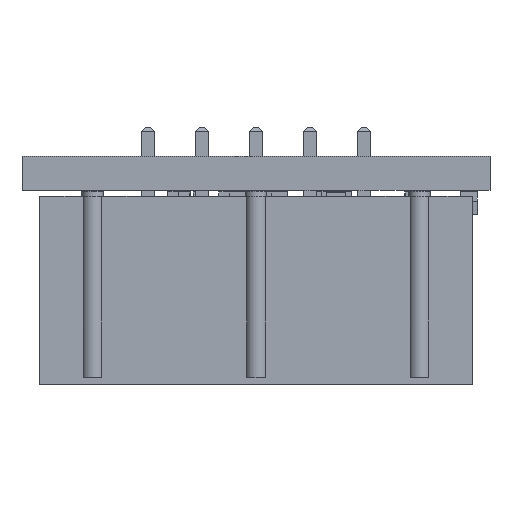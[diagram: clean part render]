
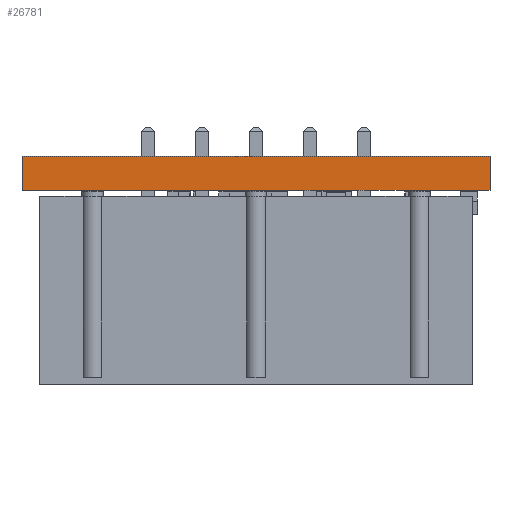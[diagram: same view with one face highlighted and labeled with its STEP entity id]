
A CAD part, front view. The second image highlights one B-rep face of the part: STEP entity #26781.
In plain terms, the highlighted planar face has unit normal (0, -1, 0).
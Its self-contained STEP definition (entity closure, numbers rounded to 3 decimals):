
#26665 = EDGE_CURVE('',#26666,#26668,#26670,.T.);
#26666 = VERTEX_POINT('',#26667);
#26667 = CARTESIAN_POINT('',(0.,-0.,0.));
#26668 = VERTEX_POINT('',#26669);
#26669 = CARTESIAN_POINT('',(0.,0.,1.6));
#26670 = SURFACE_CURVE('',#26671,(#26675,#26687),.PCURVE_S1.);
#26671 = LINE('',#26672,#26673);
#26672 = CARTESIAN_POINT('',(0.,-0.,0.));
#26673 = VECTOR('',#26674,1.);
#26674 = DIRECTION('',(0.,0.,1.));
#26675 = PCURVE('',#26676,#26681);
#26676 = PLANE('',#26677);
#26677 = AXIS2_PLACEMENT_3D('',#26678,#26679,#26680);
#26678 = CARTESIAN_POINT('',(0.,0.,0.));
#26679 = DIRECTION('',(-1.,0.,0.));
#26680 = DIRECTION('',(0.,1.,0.));
#26681 = DEFINITIONAL_REPRESENTATION('',(#26682),#26686);
#26682 = LINE('',#26683,#26684);
#26683 = CARTESIAN_POINT('',(0.,0.));
#26684 = VECTOR('',#26685,1.);
#26685 = DIRECTION('',(0.,-1.));
#26686 = ( GEOMETRIC_REPRESENTATION_CONTEXT(2) 
PARAMETRIC_REPRESENTATION_CONTEXT() REPRESENTATION_CONTEXT('2D SPACE',''
  ) );
#26687 = PCURVE('',#26688,#26693);
#26688 = PLANE('',#26689);
#26689 = AXIS2_PLACEMENT_3D('',#26690,#26691,#26692);
#26690 = CARTESIAN_POINT('',(22.,0.,0.));
#26691 = DIRECTION('',(0.,-1.,0.));
#26692 = DIRECTION('',(-1.,0.,0.));
#26693 = DEFINITIONAL_REPRESENTATION('',(#26694),#26698);
#26694 = LINE('',#26695,#26696);
#26695 = CARTESIAN_POINT('',(22.,0.));
#26696 = VECTOR('',#26697,1.);
#26697 = DIRECTION('',(0.,-1.));
#26698 = ( GEOMETRIC_REPRESENTATION_CONTEXT(2) 
PARAMETRIC_REPRESENTATION_CONTEXT() REPRESENTATION_CONTEXT('2D SPACE',''
  ) );
#26716 = PLANE('',#26717);
#26717 = AXIS2_PLACEMENT_3D('',#26718,#26719,#26720);
#26718 = CARTESIAN_POINT('',(11.,13.249,1.6));
#26719 = DIRECTION('',(-0.,-0.,-1.));
#26720 = DIRECTION('',(-1.,0.,0.));
#26770 = PLANE('',#26771);
#26771 = AXIS2_PLACEMENT_3D('',#26772,#26773,#26774);
#26772 = CARTESIAN_POINT('',(11.,13.249,0.));
#26773 = DIRECTION('',(-0.,-0.,-1.));
#26774 = DIRECTION('',(-1.,0.,0.));
#26781 = ADVANCED_FACE('',(#26782),#26688,.T.);
#26782 = FACE_BOUND('',#26783,.T.);
#26783 = EDGE_LOOP('',(#26784,#26814,#26835,#26836));
#26784 = ORIENTED_EDGE('',*,*,#26785,.T.);
#26785 = EDGE_CURVE('',#26786,#26788,#26790,.T.);
#26786 = VERTEX_POINT('',#26787);
#26787 = CARTESIAN_POINT('',(22.,-0.,0.));
#26788 = VERTEX_POINT('',#26789);
#26789 = CARTESIAN_POINT('',(22.,0.,1.6));
#26790 = SURFACE_CURVE('',#26791,(#26795,#26802),.PCURVE_S1.);
#26791 = LINE('',#26792,#26793);
#26792 = CARTESIAN_POINT('',(22.,-0.,0.));
#26793 = VECTOR('',#26794,1.);
#26794 = DIRECTION('',(0.,0.,1.));
#26795 = PCURVE('',#26688,#26796);
#26796 = DEFINITIONAL_REPRESENTATION('',(#26797),#26801);
#26797 = LINE('',#26798,#26799);
#26798 = CARTESIAN_POINT('',(0.,0.));
#26799 = VECTOR('',#26800,1.);
#26800 = DIRECTION('',(0.,-1.));
#26801 = ( GEOMETRIC_REPRESENTATION_CONTEXT(2) 
PARAMETRIC_REPRESENTATION_CONTEXT() REPRESENTATION_CONTEXT('2D SPACE',''
  ) );
#26802 = PCURVE('',#26803,#26808);
#26803 = PLANE('',#26804);
#26804 = AXIS2_PLACEMENT_3D('',#26805,#26806,#26807);
#26805 = CARTESIAN_POINT('',(22.,14.7,0.));
#26806 = DIRECTION('',(1.,0.,-0.));
#26807 = DIRECTION('',(0.,-1.,0.));
#26808 = DEFINITIONAL_REPRESENTATION('',(#26809),#26813);
#26809 = LINE('',#26810,#26811);
#26810 = CARTESIAN_POINT('',(14.7,0.));
#26811 = VECTOR('',#26812,1.);
#26812 = DIRECTION('',(0.,-1.));
#26813 = ( GEOMETRIC_REPRESENTATION_CONTEXT(2) 
PARAMETRIC_REPRESENTATION_CONTEXT() REPRESENTATION_CONTEXT('2D SPACE',''
  ) );
#26814 = ORIENTED_EDGE('',*,*,#26815,.T.);
#26815 = EDGE_CURVE('',#26788,#26668,#26816,.T.);
#26816 = SURFACE_CURVE('',#26817,(#26821,#26828),.PCURVE_S1.);
#26817 = LINE('',#26818,#26819);
#26818 = CARTESIAN_POINT('',(22.,0.,1.6));
#26819 = VECTOR('',#26820,1.);
#26820 = DIRECTION('',(-1.,0.,0.));
#26821 = PCURVE('',#26688,#26822);
#26822 = DEFINITIONAL_REPRESENTATION('',(#26823),#26827);
#26823 = LINE('',#26824,#26825);
#26824 = CARTESIAN_POINT('',(0.,-1.6));
#26825 = VECTOR('',#26826,1.);
#26826 = DIRECTION('',(1.,0.));
#26827 = ( GEOMETRIC_REPRESENTATION_CONTEXT(2) 
PARAMETRIC_REPRESENTATION_CONTEXT() REPRESENTATION_CONTEXT('2D SPACE',''
  ) );
#26828 = PCURVE('',#26716,#26829);
#26829 = DEFINITIONAL_REPRESENTATION('',(#26830),#26834);
#26830 = LINE('',#26831,#26832);
#26831 = CARTESIAN_POINT('',(-11.,-13.249));
#26832 = VECTOR('',#26833,1.);
#26833 = DIRECTION('',(1.,0.));
#26834 = ( GEOMETRIC_REPRESENTATION_CONTEXT(2) 
PARAMETRIC_REPRESENTATION_CONTEXT() REPRESENTATION_CONTEXT('2D SPACE',''
  ) );
#26835 = ORIENTED_EDGE('',*,*,#26665,.F.);
#26836 = ORIENTED_EDGE('',*,*,#26837,.F.);
#26837 = EDGE_CURVE('',#26786,#26666,#26838,.T.);
#26838 = SURFACE_CURVE('',#26839,(#26843,#26850),.PCURVE_S1.);
#26839 = LINE('',#26840,#26841);
#26840 = CARTESIAN_POINT('',(22.,-0.,0.));
#26841 = VECTOR('',#26842,1.);
#26842 = DIRECTION('',(-1.,0.,0.));
#26843 = PCURVE('',#26688,#26844);
#26844 = DEFINITIONAL_REPRESENTATION('',(#26845),#26849);
#26845 = LINE('',#26846,#26847);
#26846 = CARTESIAN_POINT('',(0.,0.));
#26847 = VECTOR('',#26848,1.);
#26848 = DIRECTION('',(1.,0.));
#26849 = ( GEOMETRIC_REPRESENTATION_CONTEXT(2) 
PARAMETRIC_REPRESENTATION_CONTEXT() REPRESENTATION_CONTEXT('2D SPACE',''
  ) );
#26850 = PCURVE('',#26770,#26851);
#26851 = DEFINITIONAL_REPRESENTATION('',(#26852),#26856);
#26852 = LINE('',#26853,#26854);
#26853 = CARTESIAN_POINT('',(-11.,-13.249));
#26854 = VECTOR('',#26855,1.);
#26855 = DIRECTION('',(1.,0.));
#26856 = ( GEOMETRIC_REPRESENTATION_CONTEXT(2) 
PARAMETRIC_REPRESENTATION_CONTEXT() REPRESENTATION_CONTEXT('2D SPACE',''
  ) );
